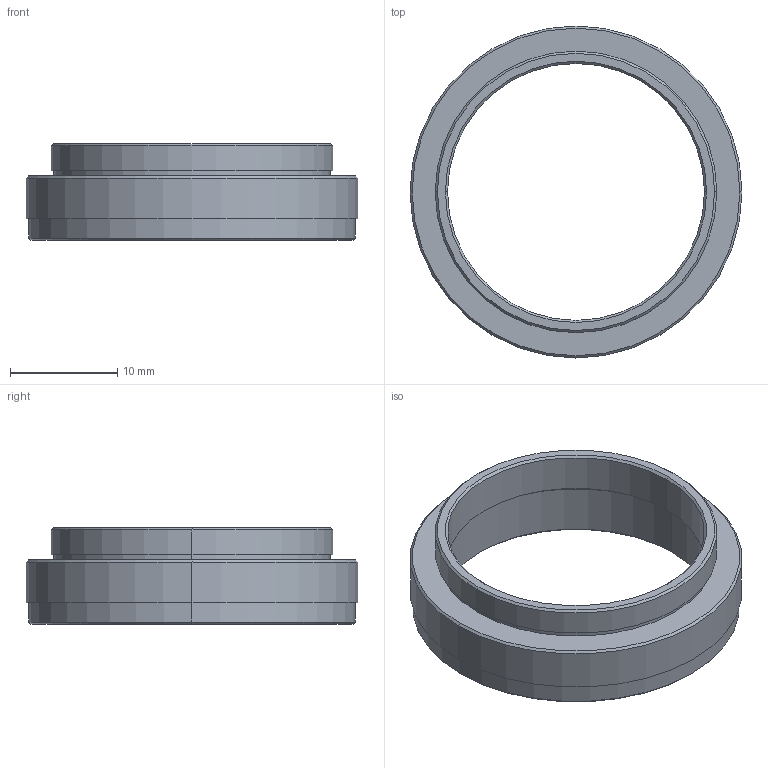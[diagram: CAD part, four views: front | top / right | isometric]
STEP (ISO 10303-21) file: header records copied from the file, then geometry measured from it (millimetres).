
FILE_DESCRIPTION (( 'STEP AP214' ), '1' );
FILE_NAME ('04TAS1-M26-09L.STEP', '2018-11-16T03:09:25', ( '' ), ( '' ), 'SwSTEP 2.0', 'SolidWorks 2016', '' );
FILE_SCHEMA (( 'AUTOMOTIVE_DESIGN' ));
Length unit declared in the file: millimetre
Products named in the file (1): 04TAS1-M26-09L
Bounding box: 31 x 31 x 9 mm (x, y, z)
Surface area: 2204 mm2 (no closed solid volume)
Topology: 0 solids, 1 shells, 30 faces, 62 edges, 38 vertices
Faces by surface type: cylinder 14, cone 10, plane 6
Entity records: 1157 total; most frequent: DIRECTION 162, CARTESIAN_POINT 131, ORIENTED_EDGE 120, AXIS2_PLACEMENT_3D 69, EDGE_CURVE 62, CIRCLE 38, VERTEX_POINT 38, EDGE_LOOP 36
